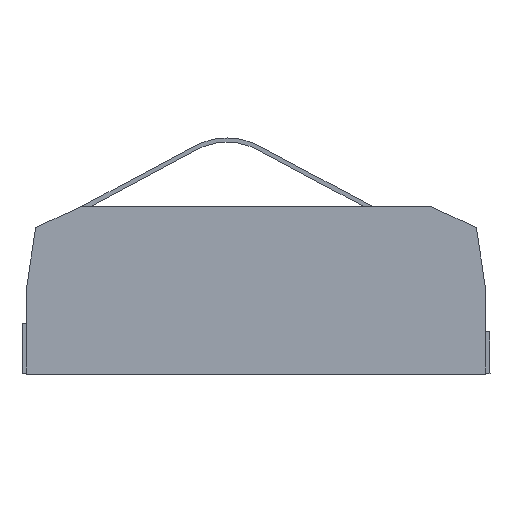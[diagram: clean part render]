
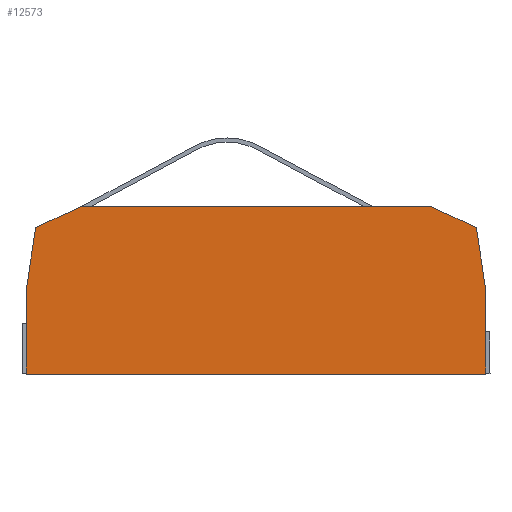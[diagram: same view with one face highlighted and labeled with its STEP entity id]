
A CAD part, left-side view. The second image highlights one B-rep face of the part: STEP entity #12573.
In plain terms, the highlighted planar face has unit normal (-1, 0, 0).
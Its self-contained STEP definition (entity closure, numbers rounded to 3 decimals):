
#12573 = ADVANCED_FACE('',(#12574),#12588,.T.);
#12574 = FACE_BOUND('',#12575,.T.);
#12575 = EDGE_LOOP('',(#12576,#12611,#12639,#12667,#12695,#12723,#12751,
    #12779));
#12576 = ORIENTED_EDGE('',*,*,#12577,.T.);
#12577 = EDGE_CURVE('',#12578,#12580,#12582,.T.);
#12578 = VERTEX_POINT('',#12579);
#12579 = CARTESIAN_POINT('',(0.,-11.,2.));
#12580 = VERTEX_POINT('',#12581);
#12581 = CARTESIAN_POINT('',(0.,-10.774,3.506));
#12582 = SURFACE_CURVE('',#12583,(#12587,#12599),.PCURVE_S1.);
#12583 = LINE('',#12584,#12585);
#12584 = CARTESIAN_POINT('',(0.,-11.072,
    1.522));
#12585 = VECTOR('',#12586,1.);
#12586 = DIRECTION('',(0.,0.148,0.989));
#12587 = PCURVE('',#12588,#12593);
#12588 = PLANE('',#12589);
#12589 = AXIS2_PLACEMENT_3D('',#12590,#12591,#12592);
#12590 = CARTESIAN_POINT('',(0.,-11.,0.));
#12591 = DIRECTION('',(-1.,0.,0.));
#12592 = DIRECTION('',(0.,1.,0.));
#12593 = DEFINITIONAL_REPRESENTATION('',(#12594),#12598);
#12594 = LINE('',#12595,#12596);
#12595 = CARTESIAN_POINT('',(-0.072,-1.522));
#12596 = VECTOR('',#12597,1.);
#12597 = DIRECTION('',(0.148,-0.989));
#12598 = ( GEOMETRIC_REPRESENTATION_CONTEXT(2) 
PARAMETRIC_REPRESENTATION_CONTEXT() REPRESENTATION_CONTEXT('2D SPACE',''
  ) );
#12599 = PCURVE('',#12600,#12605);
#12600 = PLANE('',#12601);
#12601 = AXIS2_PLACEMENT_3D('',#12602,#12603,#12604);
#12602 = CARTESIAN_POINT('',(23.7,-10.85,3.));
#12603 = DIRECTION('',(0.,0.989,-0.148));
#12604 = DIRECTION('',(-1.,0.,0.));
#12605 = DEFINITIONAL_REPRESENTATION('',(#12606),#12610);
#12606 = LINE('',#12607,#12608);
#12607 = CARTESIAN_POINT('',(23.7,-1.495));
#12608 = VECTOR('',#12609,1.);
#12609 = DIRECTION('',(0.,1.));
#12610 = ( GEOMETRIC_REPRESENTATION_CONTEXT(2) 
PARAMETRIC_REPRESENTATION_CONTEXT() REPRESENTATION_CONTEXT('2D SPACE',''
  ) );
#12611 = ORIENTED_EDGE('',*,*,#12612,.T.);
#12612 = EDGE_CURVE('',#12580,#12613,#12615,.T.);
#12613 = VERTEX_POINT('',#12614);
#12614 = CARTESIAN_POINT('',(0.,-9.7,4.));
#12615 = SURFACE_CURVE('',#12616,(#12620,#12627),.PCURVE_S1.);
#12616 = LINE('',#12617,#12618);
#12617 = CARTESIAN_POINT('',(0.,-11.265,
    3.28));
#12618 = VECTOR('',#12619,1.);
#12619 = DIRECTION('',(0.,0.908,0.418));
#12620 = PCURVE('',#12588,#12621);
#12621 = DEFINITIONAL_REPRESENTATION('',(#12622),#12626);
#12622 = LINE('',#12623,#12624);
#12623 = CARTESIAN_POINT('',(-0.265,-3.28));
#12624 = VECTOR('',#12625,1.);
#12625 = DIRECTION('',(0.908,-0.418));
#12626 = ( GEOMETRIC_REPRESENTATION_CONTEXT(2) 
PARAMETRIC_REPRESENTATION_CONTEXT() REPRESENTATION_CONTEXT('2D SPACE',''
  ) );
#12627 = PCURVE('',#12628,#12633);
#12628 = PLANE('',#12629);
#12629 = AXIS2_PLACEMENT_3D('',#12630,#12631,#12632);
#12630 = CARTESIAN_POINT('',(23.7,-10.237,3.753));
#12631 = DIRECTION('',(0.,-0.418,0.908));
#12632 = DIRECTION('',(1.,0.,0.));
#12633 = DEFINITIONAL_REPRESENTATION('',(#12634),#12638);
#12634 = LINE('',#12635,#12636);
#12635 = CARTESIAN_POINT('',(-23.7,-1.131));
#12636 = VECTOR('',#12637,1.);
#12637 = DIRECTION('',(-0.,1.));
#12638 = ( GEOMETRIC_REPRESENTATION_CONTEXT(2) 
PARAMETRIC_REPRESENTATION_CONTEXT() REPRESENTATION_CONTEXT('2D SPACE',''
  ) );
#12639 = ORIENTED_EDGE('',*,*,#12640,.T.);
#12640 = EDGE_CURVE('',#12613,#12641,#12643,.T.);
#12641 = VERTEX_POINT('',#12642);
#12642 = CARTESIAN_POINT('',(0.,-1.3,4.));
#12643 = SURFACE_CURVE('',#12644,(#12648,#12655),.PCURVE_S1.);
#12644 = LINE('',#12645,#12646);
#12645 = CARTESIAN_POINT('',(0.,-11.,4.));
#12646 = VECTOR('',#12647,1.);
#12647 = DIRECTION('',(0.,1.,0.));
#12648 = PCURVE('',#12588,#12649);
#12649 = DEFINITIONAL_REPRESENTATION('',(#12650),#12654);
#12650 = LINE('',#12651,#12652);
#12651 = CARTESIAN_POINT('',(0.,-4.));
#12652 = VECTOR('',#12653,1.);
#12653 = DIRECTION('',(1.,0.));
#12654 = ( GEOMETRIC_REPRESENTATION_CONTEXT(2) 
PARAMETRIC_REPRESENTATION_CONTEXT() REPRESENTATION_CONTEXT('2D SPACE',''
  ) );
#12655 = PCURVE('',#12656,#12661);
#12656 = PLANE('',#12657);
#12657 = AXIS2_PLACEMENT_3D('',#12658,#12659,#12660);
#12658 = CARTESIAN_POINT('',(11.85,-5.5,4.));
#12659 = DIRECTION('',(-0.,-0.,-1.));
#12660 = DIRECTION('',(-1.,0.,0.));
#12661 = DEFINITIONAL_REPRESENTATION('',(#12662),#12666);
#12662 = LINE('',#12663,#12664);
#12663 = CARTESIAN_POINT('',(11.85,-5.5));
#12664 = VECTOR('',#12665,1.);
#12665 = DIRECTION('',(0.,1.));
#12666 = ( GEOMETRIC_REPRESENTATION_CONTEXT(2) 
PARAMETRIC_REPRESENTATION_CONTEXT() REPRESENTATION_CONTEXT('2D SPACE',''
  ) );
#12667 = ORIENTED_EDGE('',*,*,#12668,.F.);
#12668 = EDGE_CURVE('',#12669,#12641,#12671,.T.);
#12669 = VERTEX_POINT('',#12670);
#12670 = CARTESIAN_POINT('',(0.,-0.226,
    3.506));
#12671 = SURFACE_CURVE('',#12672,(#12676,#12683),.PCURVE_S1.);
#12672 = LINE('',#12673,#12674);
#12673 = CARTESIAN_POINT('',(0.,-4.274,5.369));
#12674 = VECTOR('',#12675,1.);
#12675 = DIRECTION('',(0.,-0.908,0.418));
#12676 = PCURVE('',#12588,#12677);
#12677 = DEFINITIONAL_REPRESENTATION('',(#12678),#12682);
#12678 = LINE('',#12679,#12680);
#12679 = CARTESIAN_POINT('',(6.726,-5.369));
#12680 = VECTOR('',#12681,1.);
#12681 = DIRECTION('',(-0.908,-0.418));
#12682 = ( GEOMETRIC_REPRESENTATION_CONTEXT(2) 
PARAMETRIC_REPRESENTATION_CONTEXT() REPRESENTATION_CONTEXT('2D SPACE',''
  ) );
#12683 = PCURVE('',#12684,#12689);
#12684 = PLANE('',#12685);
#12685 = AXIS2_PLACEMENT_3D('',#12686,#12687,#12688);
#12686 = CARTESIAN_POINT('',(0.,-0.763,3.753));
#12687 = DIRECTION('',(0.,0.418,0.908)
  );
#12688 = DIRECTION('',(-1.,0.,0.));
#12689 = DEFINITIONAL_REPRESENTATION('',(#12690),#12694);
#12690 = LINE('',#12691,#12692);
#12691 = CARTESIAN_POINT('',(0.,3.865));
#12692 = VECTOR('',#12693,1.);
#12693 = DIRECTION('',(-0.,1.));
#12694 = ( GEOMETRIC_REPRESENTATION_CONTEXT(2) 
PARAMETRIC_REPRESENTATION_CONTEXT() REPRESENTATION_CONTEXT('2D SPACE',''
  ) );
#12695 = ORIENTED_EDGE('',*,*,#12696,.F.);
#12696 = EDGE_CURVE('',#12697,#12669,#12699,.T.);
#12697 = VERTEX_POINT('',#12698);
#12698 = CARTESIAN_POINT('',(0.,0.,2.));
#12699 = SURFACE_CURVE('',#12700,(#12704,#12711),.PCURVE_S1.);
#12700 = LINE('',#12701,#12702);
#12701 = CARTESIAN_POINT('',(0.,-0.049,2.329));
#12702 = VECTOR('',#12703,1.);
#12703 = DIRECTION('',(0.,-0.148,0.989));
#12704 = PCURVE('',#12588,#12705);
#12705 = DEFINITIONAL_REPRESENTATION('',(#12706),#12710);
#12706 = LINE('',#12707,#12708);
#12707 = CARTESIAN_POINT('',(10.951,-2.329));
#12708 = VECTOR('',#12709,1.);
#12709 = DIRECTION('',(-0.148,-0.989));
#12710 = ( GEOMETRIC_REPRESENTATION_CONTEXT(2) 
PARAMETRIC_REPRESENTATION_CONTEXT() REPRESENTATION_CONTEXT('2D SPACE',''
  ) );
#12711 = PCURVE('',#12712,#12717);
#12712 = PLANE('',#12713);
#12713 = AXIS2_PLACEMENT_3D('',#12714,#12715,#12716);
#12714 = CARTESIAN_POINT('',(0.,-0.15,3.));
#12715 = DIRECTION('',(0.,-0.989,-0.148
    ));
#12716 = DIRECTION('',(1.,0.,0.));
#12717 = DEFINITIONAL_REPRESENTATION('',(#12718),#12722);
#12718 = LINE('',#12719,#12720);
#12719 = CARTESIAN_POINT('',(0.,-0.679));
#12720 = VECTOR('',#12721,1.);
#12721 = DIRECTION('',(0.,1.));
#12722 = ( GEOMETRIC_REPRESENTATION_CONTEXT(2) 
PARAMETRIC_REPRESENTATION_CONTEXT() REPRESENTATION_CONTEXT('2D SPACE',''
  ) );
#12723 = ORIENTED_EDGE('',*,*,#12724,.F.);
#12724 = EDGE_CURVE('',#12725,#12697,#12727,.T.);
#12725 = VERTEX_POINT('',#12726);
#12726 = CARTESIAN_POINT('',(0.,0.,0.));
#12727 = SURFACE_CURVE('',#12728,(#12732,#12739),.PCURVE_S1.);
#12728 = LINE('',#12729,#12730);
#12729 = CARTESIAN_POINT('',(0.,0.,0.));
#12730 = VECTOR('',#12731,1.);
#12731 = DIRECTION('',(0.,0.,1.));
#12732 = PCURVE('',#12588,#12733);
#12733 = DEFINITIONAL_REPRESENTATION('',(#12734),#12738);
#12734 = LINE('',#12735,#12736);
#12735 = CARTESIAN_POINT('',(11.,0.));
#12736 = VECTOR('',#12737,1.);
#12737 = DIRECTION('',(0.,-1.));
#12738 = ( GEOMETRIC_REPRESENTATION_CONTEXT(2) 
PARAMETRIC_REPRESENTATION_CONTEXT() REPRESENTATION_CONTEXT('2D SPACE',''
  ) );
#12739 = PCURVE('',#12740,#12745);
#12740 = PLANE('',#12741);
#12741 = AXIS2_PLACEMENT_3D('',#12742,#12743,#12744);
#12742 = CARTESIAN_POINT('',(0.,0.,0.));
#12743 = DIRECTION('',(0.,1.,0.));
#12744 = DIRECTION('',(1.,0.,0.));
#12745 = DEFINITIONAL_REPRESENTATION('',(#12746),#12750);
#12746 = LINE('',#12747,#12748);
#12747 = CARTESIAN_POINT('',(0.,0.));
#12748 = VECTOR('',#12749,1.);
#12749 = DIRECTION('',(0.,-1.));
#12750 = ( GEOMETRIC_REPRESENTATION_CONTEXT(2) 
PARAMETRIC_REPRESENTATION_CONTEXT() REPRESENTATION_CONTEXT('2D SPACE',''
  ) );
#12751 = ORIENTED_EDGE('',*,*,#12752,.F.);
#12752 = EDGE_CURVE('',#12753,#12725,#12755,.T.);
#12753 = VERTEX_POINT('',#12754);
#12754 = CARTESIAN_POINT('',(0.,-11.,0.));
#12755 = SURFACE_CURVE('',#12756,(#12760,#12767),.PCURVE_S1.);
#12756 = LINE('',#12757,#12758);
#12757 = CARTESIAN_POINT('',(0.,-11.,0.));
#12758 = VECTOR('',#12759,1.);
#12759 = DIRECTION('',(0.,1.,0.));
#12760 = PCURVE('',#12588,#12761);
#12761 = DEFINITIONAL_REPRESENTATION('',(#12762),#12766);
#12762 = LINE('',#12763,#12764);
#12763 = CARTESIAN_POINT('',(0.,0.));
#12764 = VECTOR('',#12765,1.);
#12765 = DIRECTION('',(1.,0.));
#12766 = ( GEOMETRIC_REPRESENTATION_CONTEXT(2) 
PARAMETRIC_REPRESENTATION_CONTEXT() REPRESENTATION_CONTEXT('2D SPACE',''
  ) );
#12767 = PCURVE('',#12768,#12773);
#12768 = PLANE('',#12769);
#12769 = AXIS2_PLACEMENT_3D('',#12770,#12771,#12772);
#12770 = CARTESIAN_POINT('',(11.85,-5.5,0.));
#12771 = DIRECTION('',(-0.,-0.,-1.));
#12772 = DIRECTION('',(-1.,0.,0.));
#12773 = DEFINITIONAL_REPRESENTATION('',(#12774),#12778);
#12774 = LINE('',#12775,#12776);
#12775 = CARTESIAN_POINT('',(11.85,-5.5));
#12776 = VECTOR('',#12777,1.);
#12777 = DIRECTION('',(0.,1.));
#12778 = ( GEOMETRIC_REPRESENTATION_CONTEXT(2) 
PARAMETRIC_REPRESENTATION_CONTEXT() REPRESENTATION_CONTEXT('2D SPACE',''
  ) );
#12779 = ORIENTED_EDGE('',*,*,#12780,.T.);
#12780 = EDGE_CURVE('',#12753,#12578,#12781,.T.);
#12781 = SURFACE_CURVE('',#12782,(#12786,#12793),.PCURVE_S1.);
#12782 = LINE('',#12783,#12784);
#12783 = CARTESIAN_POINT('',(0.,-11.,0.));
#12784 = VECTOR('',#12785,1.);
#12785 = DIRECTION('',(0.,0.,1.));
#12786 = PCURVE('',#12588,#12787);
#12787 = DEFINITIONAL_REPRESENTATION('',(#12788),#12792);
#12788 = LINE('',#12789,#12790);
#12789 = CARTESIAN_POINT('',(0.,0.));
#12790 = VECTOR('',#12791,1.);
#12791 = DIRECTION('',(0.,-1.));
#12792 = ( GEOMETRIC_REPRESENTATION_CONTEXT(2) 
PARAMETRIC_REPRESENTATION_CONTEXT() REPRESENTATION_CONTEXT('2D SPACE',''
  ) );
#12793 = PCURVE('',#12794,#12799);
#12794 = PLANE('',#12795);
#12795 = AXIS2_PLACEMENT_3D('',#12796,#12797,#12798);
#12796 = CARTESIAN_POINT('',(23.7,-11.,0.));
#12797 = DIRECTION('',(0.,-1.,0.));
#12798 = DIRECTION('',(-1.,0.,0.));
#12799 = DEFINITIONAL_REPRESENTATION('',(#12800),#12804);
#12800 = LINE('',#12801,#12802);
#12801 = CARTESIAN_POINT('',(23.7,0.));
#12802 = VECTOR('',#12803,1.);
#12803 = DIRECTION('',(0.,-1.));
#12804 = ( GEOMETRIC_REPRESENTATION_CONTEXT(2) 
PARAMETRIC_REPRESENTATION_CONTEXT() REPRESENTATION_CONTEXT('2D SPACE',''
  ) );
